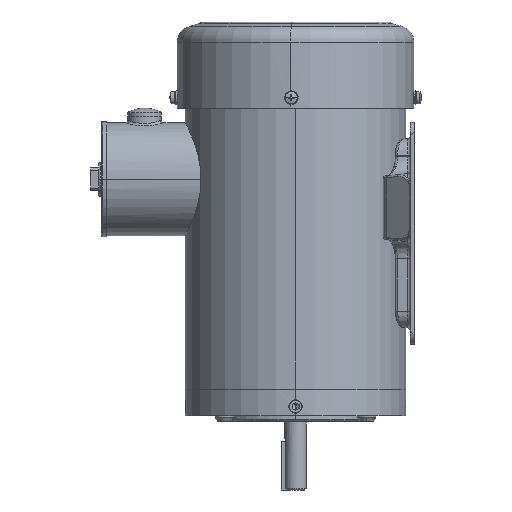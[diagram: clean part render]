
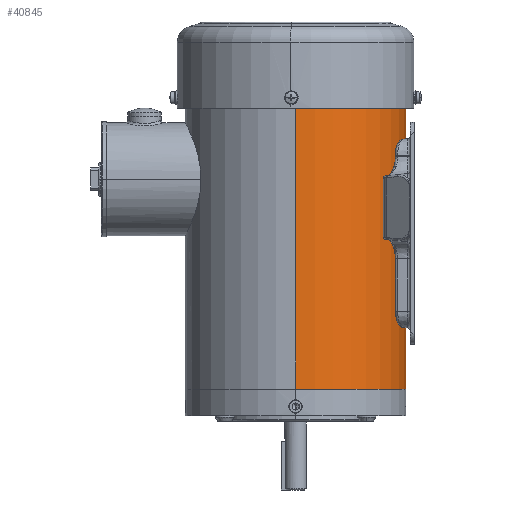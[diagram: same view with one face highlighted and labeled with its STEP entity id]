
A CAD part, left-side view. The second image highlights one B-rep face of the part: STEP entity #40845.
In plain terms, the highlighted cylindrical face has radius 82 mm (diameter 164 mm), a partial arc.
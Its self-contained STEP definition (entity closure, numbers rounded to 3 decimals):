
#6694 = EDGE_LOOP ( 'NONE', ( #56400, #49020, #9899, #32733 ) ) ;
#7532 = AXIS2_PLACEMENT_3D ( 'NONE', #43995, #15747, #48781 ) ;
#9895 = CARTESIAN_POINT ( 'NONE',  ( 0., 0., 210. ) ) ;
#9899 = ORIENTED_EDGE ( 'NONE', *, *, #42669, .T. ) ;
#11284 = VERTEX_POINT ( 'NONE', #15272 ) ;
#12489 = CARTESIAN_POINT ( 'NONE',  ( 82., 0., 210. ) ) ;
#15272 = CARTESIAN_POINT ( 'NONE',  ( -82., 0., 0. ) ) ;
#15747 = DIRECTION ( 'NONE',  ( 0., 0., 1. ) ) ;
#16324 = DIRECTION ( 'NONE',  ( 0., 0., -1. ) ) ;
#17293 = VECTOR ( 'NONE', #16324, 1000. ) ;
#17999 = AXIS2_PLACEMENT_3D ( 'NONE', #9895, #37757, #42872 ) ;
#18603 = CARTESIAN_POINT ( 'NONE',  ( -82., 0., 210. ) ) ;
#18840 = AXIS2_PLACEMENT_3D ( 'NONE', #24873, #57872, #29615 ) ;
#19193 = VERTEX_POINT ( 'NONE', #60455 ) ;
#20146 = CARTESIAN_POINT ( 'NONE',  ( 82., 0., 210. ) ) ;
#24873 = CARTESIAN_POINT ( 'NONE',  ( 0., 0., 210. ) ) ;
#26710 = EDGE_CURVE ( 'NONE', #11284, #19193, #45730, .T. ) ;
#28044 = EDGE_CURVE ( 'NONE', #29994, #19193, #32265, .T. ) ;
#29615 = DIRECTION ( 'NONE',  ( 1., 0., 0. ) ) ;
#29857 = LINE ( 'NONE', #35073, #17293 ) ;
#29994 = VERTEX_POINT ( 'NONE', #12489 ) ;
#30564 = VERTEX_POINT ( 'NONE', #18603 ) ;
#32265 = LINE ( 'NONE', #20146, #57368 ) ;
#32733 = ORIENTED_EDGE ( 'NONE', *, *, #26710, .T. ) ;
#35073 = CARTESIAN_POINT ( 'NONE',  ( -82., 0., 210. ) ) ;
#37757 = DIRECTION ( 'NONE',  ( 0., 0., -1. ) ) ;
#40845 = ADVANCED_FACE ( 'NONE', ( #45532 ), #56578, .T. ) ;
#41016 = CIRCLE ( 'NONE', #18840, 82. ) ;
#41593 = EDGE_CURVE ( 'NONE', #30564, #29994, #41016, .T. ) ;
#42669 = EDGE_CURVE ( 'NONE', #30564, #11284, #29857, .T. ) ;
#42872 = DIRECTION ( 'NONE',  ( -1., 0., 0. ) ) ;
#43995 = CARTESIAN_POINT ( 'NONE',  ( 0., 0., 0. ) ) ;
#45532 = FACE_OUTER_BOUND ( 'NONE', #6694, .T. ) ;
#45730 = CIRCLE ( 'NONE', #7532, 82. ) ;
#48781 = DIRECTION ( 'NONE',  ( 1., 0., 0. ) ) ;
#49020 = ORIENTED_EDGE ( 'NONE', *, *, #41593, .F. ) ;
#53119 = DIRECTION ( 'NONE',  ( 0., 0., -1. ) ) ;
#56400 = ORIENTED_EDGE ( 'NONE', *, *, #28044, .F. ) ;
#56578 = CYLINDRICAL_SURFACE ( 'NONE', #17999, 82. ) ;
#57368 = VECTOR ( 'NONE', #53119, 1000. ) ;
#57872 = DIRECTION ( 'NONE',  ( 0., 0., 1. ) ) ;
#60455 = CARTESIAN_POINT ( 'NONE',  ( 82., 0., 0. ) ) ;
